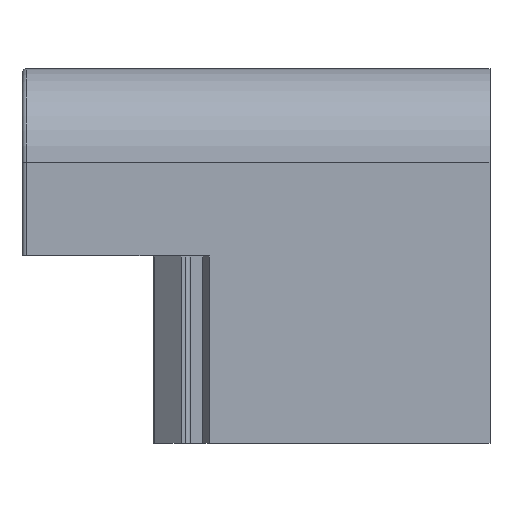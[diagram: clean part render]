
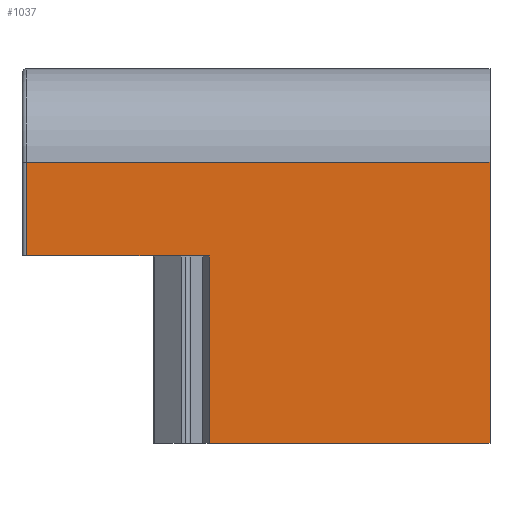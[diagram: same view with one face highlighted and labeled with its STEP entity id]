
A CAD part, left-side view. The second image highlights one B-rep face of the part: STEP entity #1037.
In plain terms, the highlighted planar face has unit normal (-1, 0, 0).
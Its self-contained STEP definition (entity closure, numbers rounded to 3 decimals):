
#12 = DIRECTION ( 'NONE',  ( 0., -1., 0. ) ) ;
#50 = EDGE_CURVE ( 'NONE', #535, #1177, #1010, .T. ) ;
#78 = FACE_OUTER_BOUND ( 'NONE', #353, .T. ) ;
#98 = PLANE ( 'NONE',  #204 ) ;
#138 = DIRECTION ( 'NONE',  ( 0., 0., 1. ) ) ;
#181 = VERTEX_POINT ( 'NONE', #1551 ) ;
#204 = AXIS2_PLACEMENT_3D ( 'NONE', #1737, #233, #1249 ) ;
#233 = DIRECTION ( 'NONE',  ( 1., 0., 0. ) ) ;
#245 = DIRECTION ( 'NONE',  ( 0., 0., -1. ) ) ;
#353 = EDGE_LOOP ( 'NONE', ( #1238, #1545, #1587, #1298, #1163, #1787 ) ) ;
#392 = EDGE_CURVE ( 'NONE', #1512, #181, #618, .T. ) ;
#399 = VECTOR ( 'NONE', #1931, 1000. ) ;
#485 = EDGE_CURVE ( 'NONE', #2053, #1177, #1332, .T. ) ;
#535 = VERTEX_POINT ( 'NONE', #1402 ) ;
#618 = LINE ( 'NONE', #1612, #399 ) ;
#679 = CARTESIAN_POINT ( 'NONE',  ( -10., 30., 0. ) ) ;
#749 = LINE ( 'NONE', #935, #866 ) ;
#786 = VERTEX_POINT ( 'NONE', #1939 ) ;
#844 = LINE ( 'NONE', #2185, #1603 ) ;
#866 = VECTOR ( 'NONE', #245, 1000. ) ;
#882 = LINE ( 'NONE', #1368, #1498 ) ;
#934 = CARTESIAN_POINT ( 'NONE',  ( -10., 0., 10. ) ) ;
#935 = CARTESIAN_POINT ( 'NONE',  ( -10., 49.5, 0. ) ) ;
#1010 = LINE ( 'NONE', #2170, #1764 ) ;
#1023 = DIRECTION ( 'NONE',  ( 0., 0., 1. ) ) ;
#1037 = ADVANCED_FACE ( 'NONE', ( #78 ), #98, .F. ) ;
#1077 = EDGE_CURVE ( 'NONE', #181, #535, #749, .T. ) ;
#1163 = ORIENTED_EDGE ( 'NONE', *, *, #1821, .T. ) ;
#1177 = VERTEX_POINT ( 'NONE', #2148 ) ;
#1238 = ORIENTED_EDGE ( 'NONE', *, *, #392, .T. ) ;
#1249 = DIRECTION ( 'NONE',  ( 0., 0., -1. ) ) ;
#1296 = EDGE_CURVE ( 'NONE', #786, #1512, #882, .T. ) ;
#1298 = ORIENTED_EDGE ( 'NONE', *, *, #485, .F. ) ;
#1332 = LINE ( 'NONE', #679, #1804 ) ;
#1368 = CARTESIAN_POINT ( 'NONE',  ( -10., 0., 0. ) ) ;
#1402 = CARTESIAN_POINT ( 'NONE',  ( -10., 49.5, 0. ) ) ;
#1498 = VECTOR ( 'NONE', #1023, 1000. ) ;
#1512 = VERTEX_POINT ( 'NONE', #934 ) ;
#1545 = ORIENTED_EDGE ( 'NONE', *, *, #1077, .T. ) ;
#1551 = CARTESIAN_POINT ( 'NONE',  ( -10., 49.5, 10. ) ) ;
#1587 = ORIENTED_EDGE ( 'NONE', *, *, #50, .T. ) ;
#1603 = VECTOR ( 'NONE', #12, 1000. ) ;
#1612 = CARTESIAN_POINT ( 'NONE',  ( -10., 30., 10. ) ) ;
#1667 = DIRECTION ( 'NONE',  ( 0., -1., 0. ) ) ;
#1737 = CARTESIAN_POINT ( 'NONE',  ( -10., 30., 0. ) ) ;
#1764 = VECTOR ( 'NONE', #1667, 1000. ) ;
#1787 = ORIENTED_EDGE ( 'NONE', *, *, #1296, .T. ) ;
#1804 = VECTOR ( 'NONE', #138, 1000. ) ;
#1821 = EDGE_CURVE ( 'NONE', #2053, #786, #844, .T. ) ;
#1931 = DIRECTION ( 'NONE',  ( 0., 1., 0. ) ) ;
#1939 = CARTESIAN_POINT ( 'NONE',  ( -10., 0., -20. ) ) ;
#2016 = CARTESIAN_POINT ( 'NONE',  ( -10., 30., -20. ) ) ;
#2053 = VERTEX_POINT ( 'NONE', #2016 ) ;
#2148 = CARTESIAN_POINT ( 'NONE',  ( -10., 30., 0. ) ) ;
#2170 = CARTESIAN_POINT ( 'NONE',  ( -10., 50., 0. ) ) ;
#2185 = CARTESIAN_POINT ( 'NONE',  ( -10., 30., -20. ) ) ;
